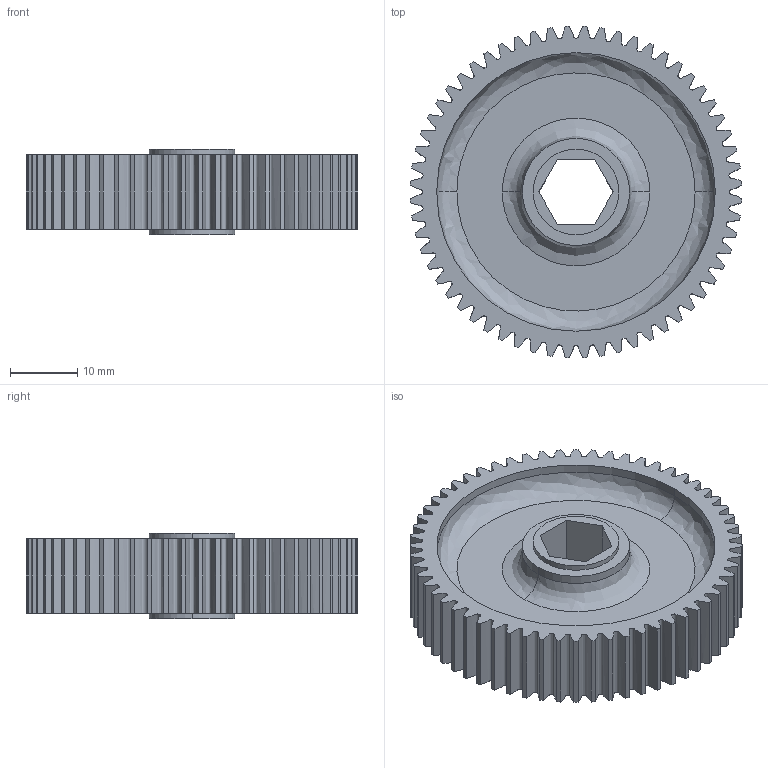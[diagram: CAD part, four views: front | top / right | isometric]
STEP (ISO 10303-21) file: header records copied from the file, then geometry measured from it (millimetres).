
FILE_DESCRIPTION (( 'STEP AP214' ), '1' );
FILE_NAME ('WCP-0747 Rev1.step', '2022-11-27T23:21:51', ( '' ), ( '' ), 'SwSTEP 2.0', 'SolidWorks 2020', '' );
FILE_SCHEMA (( 'AUTOMOTIVE_DESIGN' ));
Length unit declared in the file: inch
Products named in the file (1): WCP-0747 Rev1
Bounding box: 49.17 x 49.17 x 12.7 mm (x, y, z)
Volume: 9061.3 mm3; surface area: 8227.1 mm2
Topology: 1 solids, 1 shells, 154 faces, 430 edges, 284 vertices
Faces by surface type: cylinder 72, bspline 68, plane 14
Entity records: 21834 total; most frequent: CARTESIAN_POINT 18145, ORIENTED_EDGE 860, DIRECTION 628, EDGE_CURVE 430, VERTEX_POINT 284, AXIS2_PLACEMENT_3D 239, EDGE_LOOP 162, ADVANCED_FACE 154
